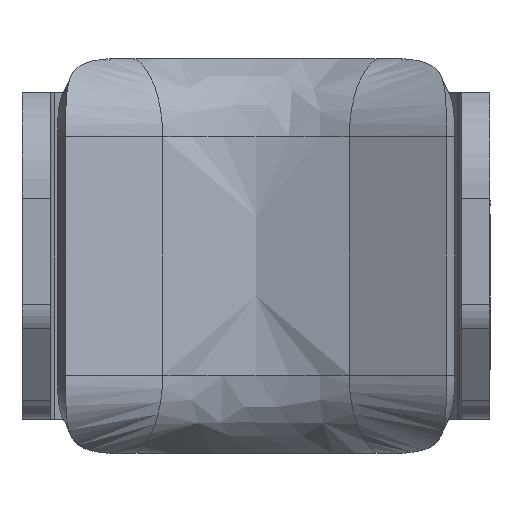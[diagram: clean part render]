
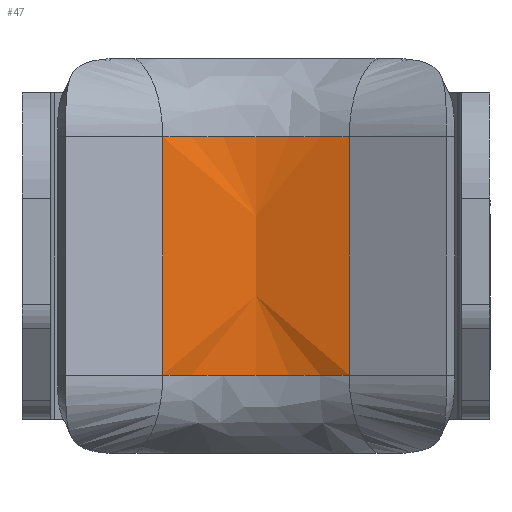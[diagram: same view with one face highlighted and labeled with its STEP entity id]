
A CAD part, front view. The second image highlights one B-rep face of the part: STEP entity #47.
In plain terms, the highlighted free-form (B-spline) face has degree [3, 2] with [4, 3] control points.
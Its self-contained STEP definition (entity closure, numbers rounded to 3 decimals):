
#47=ADVANCED_FACE('',(#297),#3724,.T.);
#297=FACE_OUTER_BOUND('',#547,.T.);
#547=EDGE_LOOP('',(#834,#835,#836,#837));
#834=ORIENTED_EDGE('',*,*,#2134,.T.);
#835=ORIENTED_EDGE('',*,*,#2044,.T.);
#836=ORIENTED_EDGE('',*,*,#2179,.T.);
#837=ORIENTED_EDGE('',*,*,#2045,.T.);
#2044=EDGE_CURVE('',#3271,#3272,#2648,.T.);
#2045=EDGE_CURVE('',#3273,#3270,#2649,.T.);
#2134=EDGE_CURVE('',#3270,#3271,#2860,.T.);
#2179=EDGE_CURVE('',#3272,#3273,#2896,.T.);
#2648=(
BOUNDED_CURVE()
B_SPLINE_CURVE(2,(#6155,#6156,#6157),.UNSPECIFIED.,.F.,.F.)
B_SPLINE_CURVE_WITH_KNOTS((3,3),(-13.683,0.),.UNSPECIFIED.)
CURVE()
GEOMETRIC_REPRESENTATION_ITEM()
RATIONAL_B_SPLINE_CURVE((1.,0.883,1.))
REPRESENTATION_ITEM('')
);
#2649=(
BOUNDED_CURVE()
B_SPLINE_CURVE(2,(#6158,#6159,#6160),.UNSPECIFIED.,.F.,.F.)
B_SPLINE_CURVE_WITH_KNOTS((3,3),(0.,13.683),.UNSPECIFIED.)
CURVE()
GEOMETRIC_REPRESENTATION_ITEM()
RATIONAL_B_SPLINE_CURVE((1.,0.883,1.))
REPRESENTATION_ITEM('')
);
#2860=B_SPLINE_CURVE_WITH_KNOTS('',1,(#7087,#7088),.UNSPECIFIED.,.F.,.F.,
(2,2),(-16.785,0.),.UNSPECIFIED.);
#2896=B_SPLINE_CURVE_WITH_KNOTS('',1,(#7430,#7431),.UNSPECIFIED.,.F.,.F.,
(2,2),(0.,16.785),.UNSPECIFIED.);
#3270=VERTEX_POINT('',#6029);
#3271=VERTEX_POINT('',#6030);
#3272=VERTEX_POINT('',#6031);
#3273=VERTEX_POINT('',#6032);
#3724=(
BOUNDED_SURFACE()
B_SPLINE_SURFACE(3,2,((#4337,#4338,#4339),(#4340,#4341,#4342),(#4343,#4344,
#4345),(#4346,#4347,#4348)),.UNSPECIFIED.,.F.,.F.,.F.)
B_SPLINE_SURFACE_WITH_KNOTS((4,4),(3,3),(0.,16.785),(-13.683,
0.),.UNSPECIFIED.)
GEOMETRIC_REPRESENTATION_ITEM()
RATIONAL_B_SPLINE_SURFACE(((1.,0.883,1.),(1.,
0.883,1.),(1.,0.883,1.),(1.,0.883,
1.)))
REPRESENTATION_ITEM('')
SURFACE()
);
#4337=CARTESIAN_POINT('',(-6.573,-1.639,16.785));
#4338=CARTESIAN_POINT('',(0.,1.856,16.785));
#4339=CARTESIAN_POINT('',(6.573,-1.639,16.785));
#4340=CARTESIAN_POINT('',(-6.573,-1.639,11.19));
#4341=CARTESIAN_POINT('',(0.,1.856,11.19));
#4342=CARTESIAN_POINT('',(6.573,-1.639,11.19));
#4343=CARTESIAN_POINT('',(-6.573,-1.639,5.595));
#4344=CARTESIAN_POINT('',(0.,1.856,5.595));
#4345=CARTESIAN_POINT('',(6.573,-1.639,5.595));
#4346=CARTESIAN_POINT('',(-6.573,-1.639,0.));
#4347=CARTESIAN_POINT('',(0.,1.856,0.));
#4348=CARTESIAN_POINT('',(6.573,-1.639,0.));
#6029=CARTESIAN_POINT('',(-6.573,-1.639,16.785));
#6030=CARTESIAN_POINT('',(-6.573,-1.639,0.));
#6031=CARTESIAN_POINT('',(6.573,-1.639,0.));
#6032=CARTESIAN_POINT('',(6.573,-1.639,16.785));
#6155=CARTESIAN_POINT('',(-6.573,-1.639,0.));
#6156=CARTESIAN_POINT('',(0.,1.856,0.));
#6157=CARTESIAN_POINT('',(6.573,-1.639,0.));
#6158=CARTESIAN_POINT('',(6.573,-1.639,16.785));
#6159=CARTESIAN_POINT('',(0.,1.856,16.785));
#6160=CARTESIAN_POINT('',(-6.573,-1.639,16.785));
#7087=CARTESIAN_POINT('',(-6.573,-1.639,16.785));
#7088=CARTESIAN_POINT('',(-6.573,-1.639,0.));
#7430=CARTESIAN_POINT('',(6.573,-1.639,0.));
#7431=CARTESIAN_POINT('',(6.573,-1.639,16.785));
